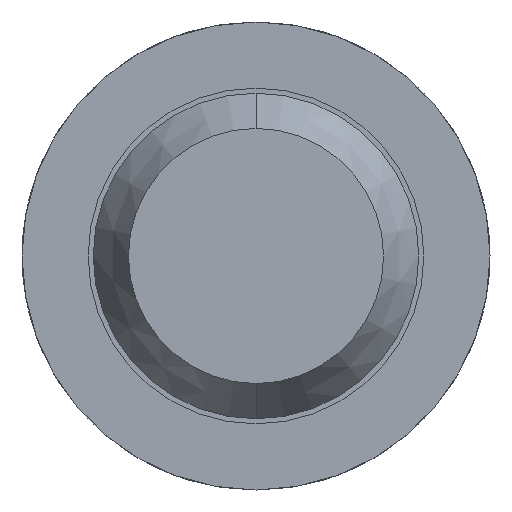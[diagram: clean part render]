
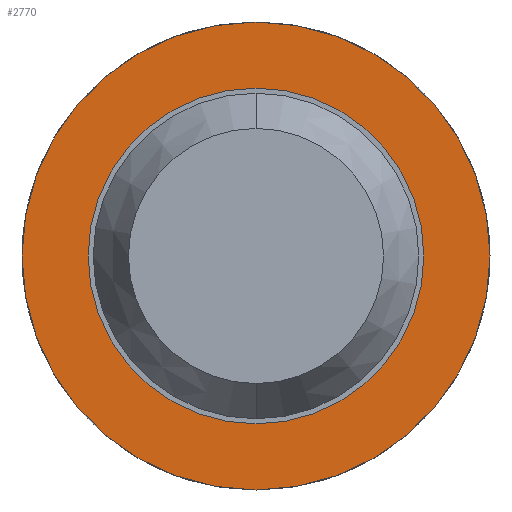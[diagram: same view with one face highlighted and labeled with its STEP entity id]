
A CAD part, front view. The second image highlights one B-rep face of the part: STEP entity #2770.
In plain terms, the highlighted planar face has unit normal (0, -1, 0).
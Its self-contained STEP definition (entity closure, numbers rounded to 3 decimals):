
#19 = AXIS2_PLACEMENT_3D ( 'NONE', #619, #3940, #2101 ) ;
#61 = DIRECTION ( 'NONE',  ( 0., 0., 1. ) ) ;
#153 = EDGE_CURVE ( 'Defeature ausgef�hrt3_10+Defeature ausgef�hrt3_14+Defeature ausgef�hrt3_14+Defeature ausgef�hrt3_14', #1788, #2908, #294, .T. ) ;
#203 = CARTESIAN_POINT ( 'NONE',  ( 0.825, -1.7, 0. ) ) ;
#224 = CARTESIAN_POINT ( 'NONE',  ( 0., -1.7, 1.15 ) ) ;
#256 = DIRECTION ( 'NONE',  ( 0., 1., 0. ) ) ;
#294 = CIRCLE ( 'NONE', #19, 1.15 ) ;
#361 = DIRECTION ( 'NONE',  ( 0., 1., 0. ) ) ;
#608 = PLANE ( 'NONE',  #1563 ) ;
#619 = CARTESIAN_POINT ( 'NONE',  ( 0., -1.7, 0. ) ) ;
#664 = VERTEX_POINT ( 'NONE', #1164 ) ;
#683 = DIRECTION ( 'NONE',  ( 0., 0., 1. ) ) ;
#731 = ORIENTED_EDGE ( 'NONE', *, *, #153, .F. ) ;
#784 = FACE_BOUND ( 'NONE', #2590, .T. ) ;
#897 = VERTEX_POINT ( 'NONE', #3972 ) ;
#1164 = CARTESIAN_POINT ( 'NONE',  ( 0., -1.7, 0.825 ) ) ;
#1366 = ORIENTED_EDGE ( 'NONE', *, *, #1430, .T. ) ;
#1396 = DIRECTION ( 'NONE',  ( 0., 1., 0. ) ) ;
#1430 = EDGE_CURVE ( 'Defeature ausgef�hrt3_14+Defeature ausgef�hrt3_13+Defeature ausgef�hrt3_13+Defeature ausgef�hrt3_13', #664, #897, #2949, .T. ) ;
#1563 = AXIS2_PLACEMENT_3D ( 'NONE', #203, #256, #1744 ) ;
#1628 = EDGE_LOOP ( 'NONE', ( #731, #3428 ) ) ;
#1725 = CARTESIAN_POINT ( 'NONE',  ( 0., -1.7, -1.15 ) ) ;
#1744 = DIRECTION ( 'NONE',  ( 0., 0., 1. ) ) ;
#1788 = VERTEX_POINT ( 'NONE', #224 ) ;
#2101 = DIRECTION ( 'NONE',  ( 0., 0., 1. ) ) ;
#2349 = AXIS2_PLACEMENT_3D ( 'NONE', #4067, #361, #61 ) ;
#2536 = DIRECTION ( 'NONE',  ( 0., 0., 1. ) ) ;
#2545 = DIRECTION ( 'NONE',  ( 0., 1., 0. ) ) ;
#2590 = EDGE_LOOP ( 'NONE', ( #1366, #3722 ) ) ;
#2770 = ADVANCED_FACE ( 'Defeature ausgef�hrt3_14', ( #4407, #784 ), #608, .F. ) ;
#2826 = AXIS2_PLACEMENT_3D ( 'NONE', #3235, #2545, #683 ) ;
#2908 = VERTEX_POINT ( 'NONE', #1725 ) ;
#2929 = EDGE_CURVE ( 'Defeature ausgef�hrt3_14+Defeature ausgef�hrt3_13+Defeature ausgef�hrt3_13+Defeature ausgef�hrt3_13', #897, #664, #4501, .T. ) ;
#2949 = CIRCLE ( 'NONE', #2349, 0.825 ) ;
#3128 = CIRCLE ( 'NONE', #3414, 1.15 ) ;
#3235 = CARTESIAN_POINT ( 'NONE',  ( 0., -1.7, 0. ) ) ;
#3414 = AXIS2_PLACEMENT_3D ( 'NONE', #3640, #1396, #2536 ) ;
#3428 = ORIENTED_EDGE ( 'NONE', *, *, #3487, .F. ) ;
#3487 = EDGE_CURVE ( 'Defeature ausgef�hrt3_10+Defeature ausgef�hrt3_14+Defeature ausgef�hrt3_14+Defeature ausgef�hrt3_14', #2908, #1788, #3128, .T. ) ;
#3640 = CARTESIAN_POINT ( 'NONE',  ( 0., -1.7, 0. ) ) ;
#3722 = ORIENTED_EDGE ( 'NONE', *, *, #2929, .T. ) ;
#3940 = DIRECTION ( 'NONE',  ( 0., 1., 0. ) ) ;
#3972 = CARTESIAN_POINT ( 'NONE',  ( 0., -1.7, -0.825 ) ) ;
#4067 = CARTESIAN_POINT ( 'NONE',  ( 0., -1.7, 0. ) ) ;
#4407 = FACE_OUTER_BOUND ( 'NONE', #1628, .T. ) ;
#4501 = CIRCLE ( 'NONE', #2826, 0.825 ) ;
